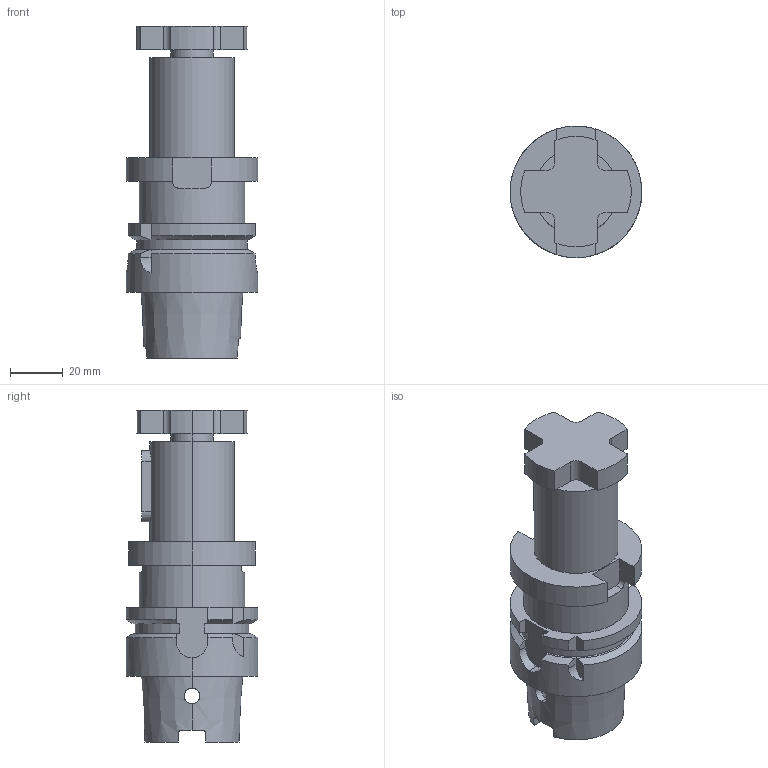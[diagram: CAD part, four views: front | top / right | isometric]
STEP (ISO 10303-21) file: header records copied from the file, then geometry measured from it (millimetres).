
FILE_DESCRIPTION (( 'STEP AP203' ), '1' );
FILE_NAME ('STP-32608.STEP', '2021-05-19T08:05:19', ( '' ), ( '' ), 'SwSTEP 2.0', 'SolidWorks 2017', '' );
FILE_SCHEMA (( 'CONFIG_CONTROL_DESIGN' ));
Length unit declared in the file: millimetre
Products named in the file (1): STP-32608
Bounding box: 50 x 50 x 126 mm (x, y, z)
Volume: 126521.9 mm3; surface area: 27428.9 mm2
Topology: 1 solids, 1 shells, 130 faces, 354 edges, 229 vertices
Faces by surface type: plane 61, cylinder 55, cone 10, torus 4
Entity records: 4751 total; most frequent: CARTESIAN_POINT 1374, ORIENTED_EDGE 708, DIRECTION 680, EDGE_CURVE 354, AXIS2_PLACEMENT_3D 243, VERTEX_POINT 229, LINE 194, VECTOR 194
